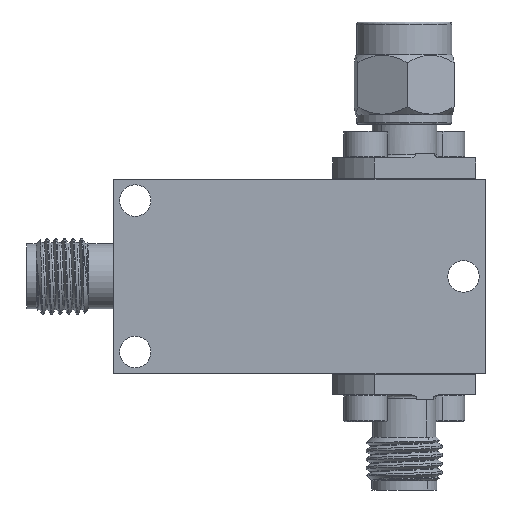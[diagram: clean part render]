
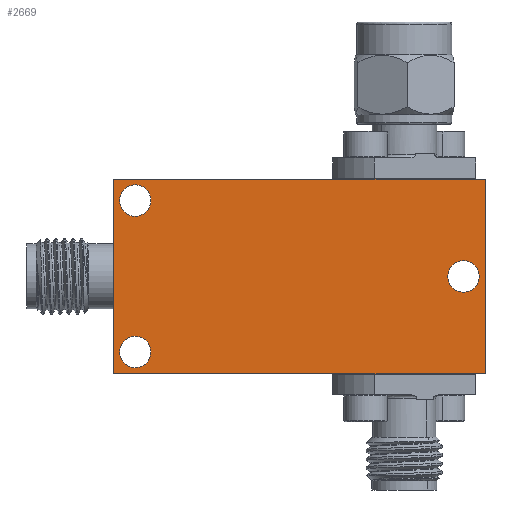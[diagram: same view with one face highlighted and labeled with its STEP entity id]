
A CAD part, front view. The second image highlights one B-rep face of the part: STEP entity #2669.
In plain terms, the highlighted planar face has unit normal (0, -1, 0).
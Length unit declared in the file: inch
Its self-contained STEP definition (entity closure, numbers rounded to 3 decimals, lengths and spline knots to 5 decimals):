
#17 = VECTOR ( 'NONE', #4832, 39.37008 ) ;
#146 = DIRECTION ( 'NONE',  ( 0., 1., 0. ) ) ;
#224 = CARTESIAN_POINT ( 'NONE',  ( -0.87, -0.515, 0.29575 ) ) ;
#510 = LINE ( 'NONE', #13810, #17 ) ;
#721 = CIRCLE ( 'NONE', #10478, 0.05075 ) ;
#754 = VERTEX_POINT ( 'NONE', #13932 ) ;
#862 = VERTEX_POINT ( 'NONE', #9283 ) ;
#1374 = VERTEX_POINT ( 'NONE', #12075 ) ;
#1421 = ORIENTED_EDGE ( 'NONE', *, *, #7494, .T. ) ;
#1440 = FACE_OUTER_BOUND ( 'NONE', #1788, .T. ) ;
#1788 = EDGE_LOOP ( 'NONE', ( #1421, #3379, #14201, #10030 ) ) ;
#1981 = DIRECTION ( 'NONE',  ( 0., 0., 1. ) ) ;
#2105 = LINE ( 'NONE', #13256, #5583 ) ;
#2159 = DIRECTION ( 'NONE',  ( 0., 0., 1. ) ) ;
#2481 = FACE_BOUND ( 'NONE', #7986, .T. ) ;
#2619 = ORIENTED_EDGE ( 'NONE', *, *, #12411, .T. ) ;
#2669 = ADVANCED_FACE ( 'NONE', ( #1440, #13998, #2481, #8300 ), #5992, .T. ) ;
#2807 = AXIS2_PLACEMENT_3D ( 'NONE', #6972, #3279, #2159 ) ;
#2863 = CARTESIAN_POINT ( 'NONE',  ( -0.94, -0.515, 0.3145 ) ) ;
#2908 = EDGE_CURVE ( 'NONE', #14646, #3294, #14366, .T. ) ;
#3279 = DIRECTION ( 'NONE',  ( 0., 1., 0. ) ) ;
#3294 = VERTEX_POINT ( 'NONE', #9958 ) ;
#3379 = ORIENTED_EDGE ( 'NONE', *, *, #13224, .T. ) ;
#3482 = VERTEX_POINT ( 'NONE', #3898 ) ;
#3610 = EDGE_CURVE ( 'NONE', #8324, #7976, #2105, .T. ) ;
#3829 = CARTESIAN_POINT ( 'NONE',  ( -0.94, -0.515, -0.3145 ) ) ;
#3898 = CARTESIAN_POINT ( 'NONE',  ( 0.26, -0.515, 0.3145 ) ) ;
#4336 = DIRECTION ( 'NONE',  ( 1., 0., 0. ) ) ;
#4443 = DIRECTION ( 'NONE',  ( 0., 1., 0. ) ) ;
#4564 = VERTEX_POINT ( 'NONE', #11411 ) ;
#4832 = DIRECTION ( 'NONE',  ( 0., 0., -1. ) ) ;
#5511 = EDGE_CURVE ( 'NONE', #1374, #8324, #510, .T. ) ;
#5517 = LINE ( 'NONE', #10144, #7301 ) ;
#5583 = VECTOR ( 'NONE', #4336, 39.37008 ) ;
#5678 = ORIENTED_EDGE ( 'NONE', *, *, #13974, .T. ) ;
#5945 = CIRCLE ( 'NONE', #11190, 0.05075 ) ;
#5992 = PLANE ( 'NONE',  #11530 ) ;
#6016 = EDGE_LOOP ( 'NONE', ( #10413, #7875 ) ) ;
#6118 = AXIS2_PLACEMENT_3D ( 'NONE', #7577, #9900, #1981 ) ;
#6122 = CARTESIAN_POINT ( 'NONE',  ( -0.87, -0.515, -0.244 ) ) ;
#6282 = EDGE_CURVE ( 'NONE', #12084, #754, #14369, .T. ) ;
#6723 = DIRECTION ( 'NONE',  ( 0., 0., 1. ) ) ;
#6847 = CARTESIAN_POINT ( 'NONE',  ( -0.87, -0.515, -0.244 ) ) ;
#6972 = CARTESIAN_POINT ( 'NONE',  ( 0.19, -0.515, 0. ) ) ;
#7036 = DIRECTION ( 'NONE',  ( 0., -1., 0. ) ) ;
#7238 = AXIS2_PLACEMENT_3D ( 'NONE', #12582, #11473, #9182 ) ;
#7301 = VECTOR ( 'NONE', #6723, 39.37008 ) ;
#7494 = EDGE_CURVE ( 'NONE', #7976, #3482, #5517, .T. ) ;
#7577 = CARTESIAN_POINT ( 'NONE',  ( -0.87, -0.515, 0.245 ) ) ;
#7631 = AXIS2_PLACEMENT_3D ( 'NONE', #8044, #146, #11322 ) ;
#7666 = CARTESIAN_POINT ( 'NONE',  ( 0.26, -0.515, -0.3145 ) ) ;
#7875 = ORIENTED_EDGE ( 'NONE', *, *, #9311, .T. ) ;
#7976 = VERTEX_POINT ( 'NONE', #7666 ) ;
#7986 = EDGE_LOOP ( 'NONE', ( #13902, #2619 ) ) ;
#8044 = CARTESIAN_POINT ( 'NONE',  ( -0.87, -0.515, 0.245 ) ) ;
#8300 = FACE_BOUND ( 'NONE', #6016, .T. ) ;
#8324 = VERTEX_POINT ( 'NONE', #11216 ) ;
#9082 = VECTOR ( 'NONE', #10988, 39.37008 ) ;
#9182 = DIRECTION ( 'NONE',  ( 0., 0., 1. ) ) ;
#9283 = CARTESIAN_POINT ( 'NONE',  ( -0.87, -0.515, -0.29475 ) ) ;
#9311 = EDGE_CURVE ( 'NONE', #3294, #14646, #14673, .T. ) ;
#9900 = DIRECTION ( 'NONE',  ( 0., 1., 0. ) ) ;
#9958 = CARTESIAN_POINT ( 'NONE',  ( 0.19, -0.515, -0.05075 ) ) ;
#10030 = ORIENTED_EDGE ( 'NONE', *, *, #3610, .T. ) ;
#10144 = CARTESIAN_POINT ( 'NONE',  ( 0.26, -0.515, -0.3145 ) ) ;
#10413 = ORIENTED_EDGE ( 'NONE', *, *, #2908, .T. ) ;
#10478 = AXIS2_PLACEMENT_3D ( 'NONE', #6847, #4443, #11224 ) ;
#10988 = DIRECTION ( 'NONE',  ( -1., 0., 0. ) ) ;
#11190 = AXIS2_PLACEMENT_3D ( 'NONE', #6122, #14343, #12135 ) ;
#11216 = CARTESIAN_POINT ( 'NONE',  ( -0.94, -0.515, -0.3145 ) ) ;
#11224 = DIRECTION ( 'NONE',  ( 0., 0., 1. ) ) ;
#11322 = DIRECTION ( 'NONE',  ( 0., 0., 1. ) ) ;
#11411 = CARTESIAN_POINT ( 'NONE',  ( -0.87, -0.515, -0.19325 ) ) ;
#11473 = DIRECTION ( 'NONE',  ( 0., 1., 0. ) ) ;
#11506 = EDGE_CURVE ( 'NONE', #862, #4564, #5945, .T. ) ;
#11530 = AXIS2_PLACEMENT_3D ( 'NONE', #3829, #7036, #11563 ) ;
#11563 = DIRECTION ( 'NONE',  ( 0., 0., -1. ) ) ;
#11572 = ORIENTED_EDGE ( 'NONE', *, *, #11506, .T. ) ;
#12075 = CARTESIAN_POINT ( 'NONE',  ( -0.94, -0.515, 0.3145 ) ) ;
#12084 = VERTEX_POINT ( 'NONE', #224 ) ;
#12091 = LINE ( 'NONE', #2863, #9082 ) ;
#12135 = DIRECTION ( 'NONE',  ( 0., 0., 1. ) ) ;
#12411 = EDGE_CURVE ( 'NONE', #754, #12084, #14016, .T. ) ;
#12582 = CARTESIAN_POINT ( 'NONE',  ( 0.19, -0.515, 0. ) ) ;
#12675 = CARTESIAN_POINT ( 'NONE',  ( 0.19, -0.515, 0.05075 ) ) ;
#12767 = EDGE_LOOP ( 'NONE', ( #5678, #11572 ) ) ;
#13224 = EDGE_CURVE ( 'NONE', #3482, #1374, #12091, .T. ) ;
#13256 = CARTESIAN_POINT ( 'NONE',  ( -0.94, -0.515, -0.3145 ) ) ;
#13810 = CARTESIAN_POINT ( 'NONE',  ( -0.94, -0.515, -0.3145 ) ) ;
#13902 = ORIENTED_EDGE ( 'NONE', *, *, #6282, .T. ) ;
#13932 = CARTESIAN_POINT ( 'NONE',  ( -0.87, -0.515, 0.19425 ) ) ;
#13974 = EDGE_CURVE ( 'NONE', #4564, #862, #721, .T. ) ;
#13998 = FACE_BOUND ( 'NONE', #12767, .T. ) ;
#14016 = CIRCLE ( 'NONE', #7631, 0.05075 ) ;
#14201 = ORIENTED_EDGE ( 'NONE', *, *, #5511, .T. ) ;
#14343 = DIRECTION ( 'NONE',  ( 0., 1., 0. ) ) ;
#14366 = CIRCLE ( 'NONE', #7238, 0.05075 ) ;
#14369 = CIRCLE ( 'NONE', #6118, 0.05075 ) ;
#14646 = VERTEX_POINT ( 'NONE', #12675 ) ;
#14673 = CIRCLE ( 'NONE', #2807, 0.05075 ) ;
